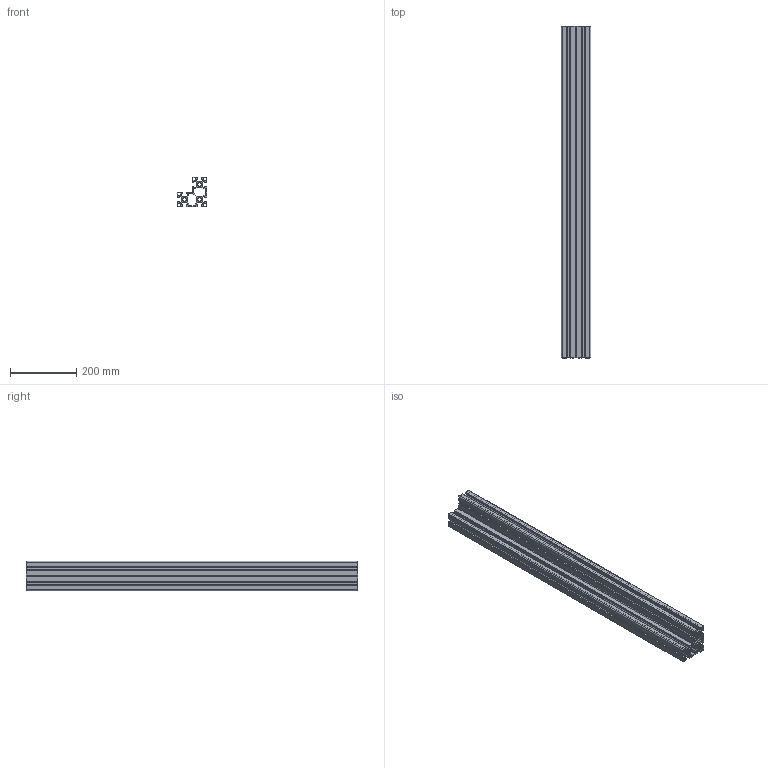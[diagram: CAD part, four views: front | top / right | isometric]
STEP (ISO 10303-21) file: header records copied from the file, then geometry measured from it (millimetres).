
FILE_DESCRIPTION(('STEP AP203'),'1');
FILE_NAME('BASE10B0135.stp','2023-10-13T12:00:33',(' '),(' '),'Spatial InterOp 3D',' ',' ');
FILE_SCHEMA(('CONFIG_CONTROL_DESIGN'));
Length unit declared in the file: millimetre
Products named in the file (1): Profilé 10 W90x90x45 léger
Bounding box: 90 x 1000 x 90 mm (x, y, z)
Volume: 2101252.3 mm3; surface area: 1333665.1 mm2
Topology: 1 solids, 1 shells, 574 faces, 1716 edges, 1144 vertices
Faces by surface type: cylinder 338, plane 236
Entity records: 19738 total; most frequent: DIRECTION 3542, CARTESIAN_POINT 3435, ORIENTED_EDGE 3432, EDGE_CURVE 1716, AXIS2_PLACEMENT_3D 1251, VERTEX_POINT 1144, LINE 1040, VECTOR 1040
